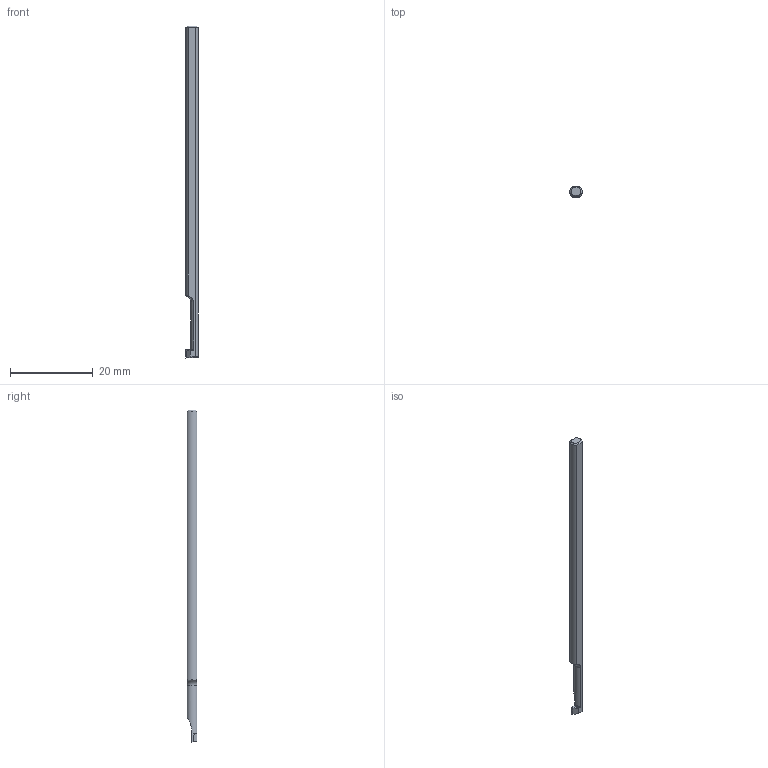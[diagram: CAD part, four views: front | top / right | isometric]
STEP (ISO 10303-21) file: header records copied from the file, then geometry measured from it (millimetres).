
FILE_DESCRIPTION(/* description */ (''),/* implementation_level */ '2;1');
FILE_NAME(/* name */ 'C03FR-BLS.stp',/* time_stamp */ '2018-09-25T11:08:39+09:00',/* author */ (''),/* organization */ (''),/* preprocessor_version */ 'ST-DEVELOPER v16',/* originating_system */ 'SIEMENS PLM Software NX 10.0',/* authorisation */ '');
FILE_SCHEMA (('AUTOMOTIVE_DESIGN { 1 0 10303 214 3 1 1 1 }'));
Length unit declared in the file: millimetre
Products named in the file (1): C03FR-BLS
Bounding box: 3 x 2.4 x 80 mm (x, y, z)
Volume: 457.1 mm3; surface area: 703.5 mm2
Topology: 1 solids, 1 shells, 19 faces, 54 edges, 37 vertices
Faces by surface type: plane 10, cylinder 4, cone 2, bspline 2, torus 1
Entity records: 934 total; most frequent: CARTESIAN_POINT 417, ORIENTED_EDGE 108, DIRECTION 89, EDGE_CURVE 54, VERTEX_POINT 37, AXIS2_PLACEMENT_3D 32, LINE 25, VECTOR 25
